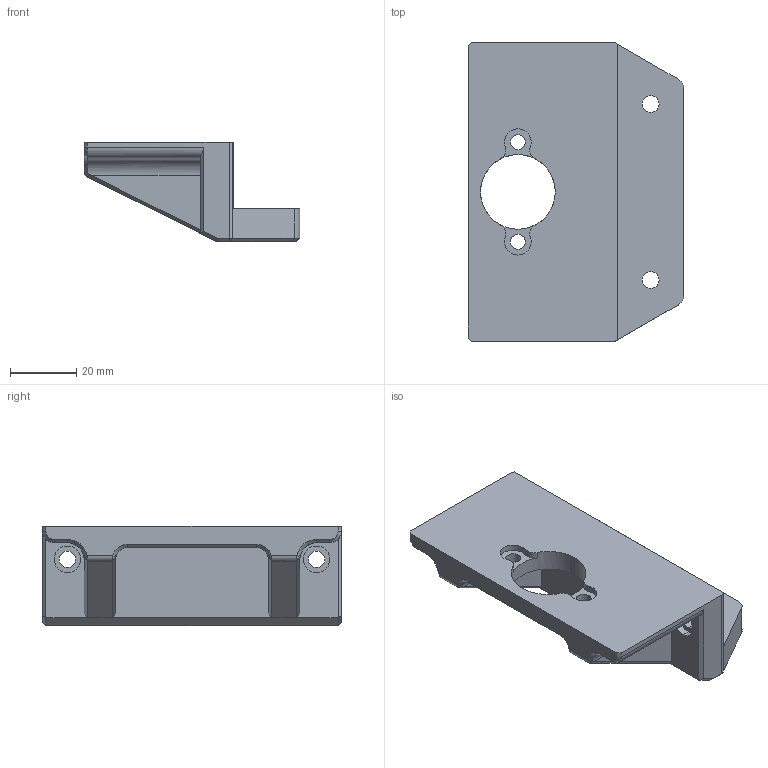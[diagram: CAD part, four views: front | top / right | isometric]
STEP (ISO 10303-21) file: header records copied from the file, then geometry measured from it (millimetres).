
FILE_DESCRIPTION (( 'STEP AP214' ), '1' );
FILE_NAME ('BAU.STEP', '2025-02-26T19:12:23', ( '' ), ( '' ), 'SwSTEP 2.0', 'SolidWorks 2025', '' );
FILE_SCHEMA (( 'AUTOMOTIVE_DESIGN' ));
Length unit declared in the file: millimetre
Products named in the file (1): BAU
Bounding box: 65 x 90 x 30 mm (x, y, z)
Volume: 65407.9 mm3; surface area: 18842.1 mm2
Topology: 1 solids, 1 shells, 112 faces, 296 edges, 190 vertices
Faces by surface type: cylinder 51, plane 47, cone 10, bspline 4
Entity records: 3617 total; most frequent: CARTESIAN_POINT 805, ORIENTED_EDGE 592, DIRECTION 582, EDGE_CURVE 296, AXIS2_PLACEMENT_3D 215, VERTEX_POINT 190, LINE 152, VECTOR 152
